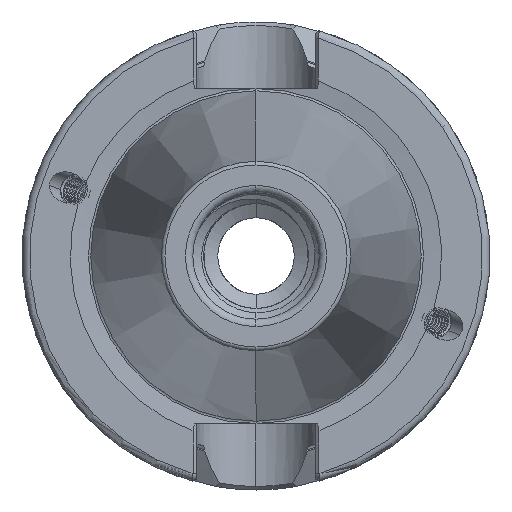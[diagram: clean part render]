
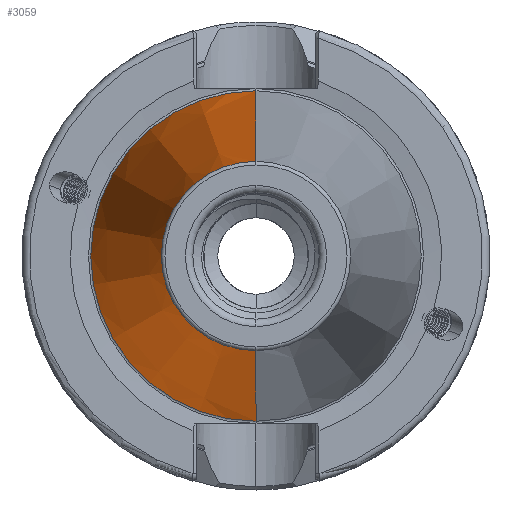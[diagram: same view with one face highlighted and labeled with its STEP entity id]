
A CAD part, left-side view. The second image highlights one B-rep face of the part: STEP entity #3059.
In plain terms, the highlighted conical face has half-angle 8.297 degrees and reference radius 22.24 mm.
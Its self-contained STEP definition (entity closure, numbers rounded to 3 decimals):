
#496 = CARTESIAN_POINT ( 'NONE',  ( -0.9, 0., 22.24 ) ) ;
#546 = CARTESIAN_POINT ( 'NONE',  ( -65.972, 0., 12.75 ) ) ;
#648 = CARTESIAN_POINT ( 'NONE',  ( -0.9, 0., -22.24 ) ) ;
#736 = CARTESIAN_POINT ( 'NONE',  ( -65.972, 0., -12.75 ) ) ;
#868 = DIRECTION ( 'NONE',  ( 1., 0., 0. ) ) ;
#869 = DIRECTION ( 'NONE',  ( 0., 0., -1. ) ) ;
#882 = CARTESIAN_POINT ( 'NONE',  ( -0.9, 0., 0. ) ) ;
#942 = CARTESIAN_POINT ( 'NONE',  ( -0.9, 0., -22.24 ) ) ;
#1014 = DIRECTION ( 'NONE',  ( 0.99, 0., -0.144 ) ) ;
#1858 = EDGE_LOOP ( 'NONE', ( #2407, #2503, #2429, #2455 ) ) ;
#2176 = VERTEX_POINT ( 'NONE', #496 ) ;
#2249 = VERTEX_POINT ( 'NONE', #546 ) ;
#2354 = VERTEX_POINT ( 'NONE', #648 ) ;
#2407 = ORIENTED_EDGE ( 'NONE', *, *, #3137, .T. ) ;
#2417 = VERTEX_POINT ( 'NONE', #736 ) ;
#2429 = ORIENTED_EDGE ( 'NONE', *, *, #3135, .F. ) ;
#2455 = ORIENTED_EDGE ( 'NONE', *, *, #3092, .F. ) ;
#2503 = ORIENTED_EDGE ( 'NONE', *, *, #3112, .T. ) ;
#3059 = ADVANCED_FACE ( 'NONE', ( #6181 ), #6222, .T. ) ;
#3092 = EDGE_CURVE ( 'NONE', #2417, #2354, #5763, .T. ) ;
#3112 = EDGE_CURVE ( 'NONE', #2249, #2176, #5740, .T. ) ;
#3135 = EDGE_CURVE ( 'NONE', #2354, #2176, #5833, .T. ) ;
#3137 = EDGE_CURVE ( 'NONE', #2417, #2249, #5791, .T. ) ;
#4226 = AXIS2_PLACEMENT_3D ( 'NONE', #882, #868, #869 ) ;
#4266 = AXIS2_PLACEMENT_3D ( 'NONE', #10185, #10186, #10220 ) ;
#4273 = AXIS2_PLACEMENT_3D ( 'NONE', #10243, #10245, #10216 ) ;
#5740 = LINE ( 'NONE', #13455, #5741 ) ;
#5741 = VECTOR ( 'NONE', #13492, 1000. ) ;
#5763 = LINE ( 'NONE', #942, #5773 ) ;
#5773 = VECTOR ( 'NONE', #1014, 1000. ) ;
#5791 = CIRCLE ( 'NONE', #4273, 12.75 ) ;
#5833 = CIRCLE ( 'NONE', #4266, 22.24 ) ;
#6181 = FACE_OUTER_BOUND ( 'NONE', #1858, .T. ) ;
#6222 = CONICAL_SURFACE ( 'NONE', #4226, 22.24, 0.145 ) ;
#10185 = CARTESIAN_POINT ( 'NONE',  ( -0.9, 0., 0. ) ) ;
#10186 = DIRECTION ( 'NONE',  ( 1., 0., 0. ) ) ;
#10216 = DIRECTION ( 'NONE',  ( 0., 0., -1. ) ) ;
#10220 = DIRECTION ( 'NONE',  ( 0., 0., -1. ) ) ;
#10243 = CARTESIAN_POINT ( 'NONE',  ( -65.972, 0., 0. ) ) ;
#10245 = DIRECTION ( 'NONE',  ( 1., 0., 0. ) ) ;
#13455 = CARTESIAN_POINT ( 'NONE',  ( -0.9, 0., 22.24 ) ) ;
#13492 = DIRECTION ( 'NONE',  ( 0.99, 0., 0.144 ) ) ;
